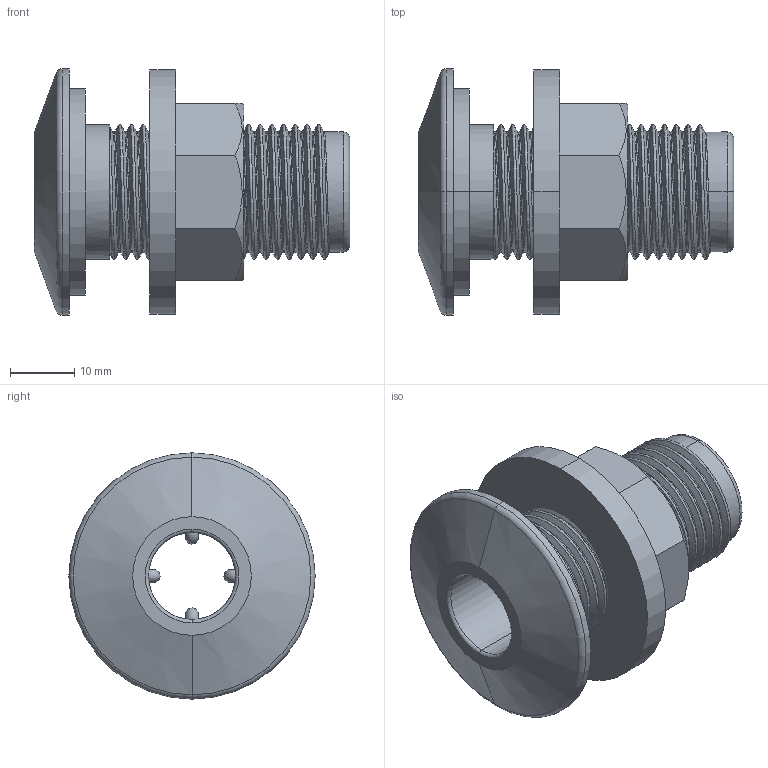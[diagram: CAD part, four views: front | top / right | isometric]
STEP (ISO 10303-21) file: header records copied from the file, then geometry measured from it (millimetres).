
FILE_DESCRIPTION (( 'STEP AP203' ), '1' );
FILE_NAME ('00312_0303.STEP', '2017-05-17T14:24:41', ( '' ), ( '' ), 'SwSTEP 2.0', 'SolidWorks 2011', '' );
FILE_SCHEMA (( 'CONFIG_CONTROL_DESIGN' ));
Length unit declared in the file: millimetre
Products named in the file (4): 00312_0303; 00190_0303; 00115_0303; 00315_0303
Assembly tree (3 placements, depth 2):
  00312_0303
    00315_0303
    00190_0303
    00115_0303
Bounding box: 48.9 x 38.2 x 38.2 mm (x, y, z)
Volume: 19094 mm3; surface area: 14681.8 mm2
Topology: 3 solids, 3 shells, 132 faces, 352 edges, 228 vertices
Faces by surface type: cylinder 70, plane 26, torus 18, bspline 10, cone 8
Entity records: 16958 total; most frequent: CARTESIAN_POINT 13624, ORIENTED_EDGE 704, DIRECTION 542, EDGE_CURVE 352, VERTEX_POINT 228, AXIS2_PLACEMENT_3D 214, EDGE_LOOP 140, FACE_OUTER_BOUND 132
